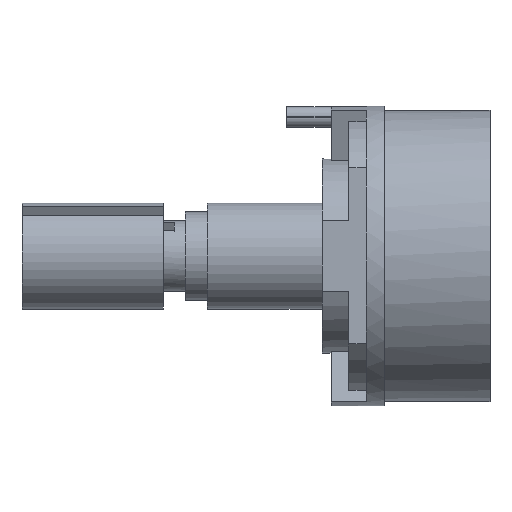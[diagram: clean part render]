
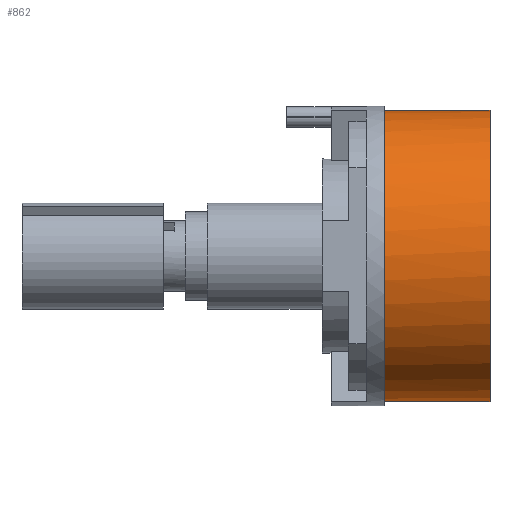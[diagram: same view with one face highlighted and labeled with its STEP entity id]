
A CAD part, top view. The second image highlights one B-rep face of the part: STEP entity #862.
In plain terms, the highlighted cylindrical face has radius 8.25 mm (diameter 16.5 mm), a full revolution.
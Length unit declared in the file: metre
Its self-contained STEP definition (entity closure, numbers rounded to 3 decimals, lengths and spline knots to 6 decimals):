
#752 = EDGE_CURVE( '', #2011, #2011, #2012, .T. );
#832 = EDGE_CURVE( '', #2142, #2143, #2144, .T. );
#862 = ADVANCED_FACE( '', ( #2184, #2185 ), #2186, .T. );
#1262 = EDGE_CURVE( '', #2080, #2079, #2742, .T. );
#1658 = EDGE_CURVE( '', #2080, #2143, #3223, .T. );
#1672 = EDGE_CURVE( '', #2142, #2079, #3237, .T. );
#2011 = VERTEX_POINT( '', #3717 );
#2012 = CIRCLE( '', #3718, 0.00825 );
#2079 = VERTEX_POINT( '', #3841 );
#2080 = VERTEX_POINT( '', #3842 );
#2142 = VERTEX_POINT( '', #3922 );
#2143 = VERTEX_POINT( '', #3923 );
#2144 = CIRCLE( '', #3924, 0.00825 );
#2184 = FACE_OUTER_BOUND( '', #3983, .T. );
#2185 = FACE_OUTER_BOUND( '', #3984, .T. );
#2186 = CYLINDRICAL_SURFACE( '', #3985, 0.00825 );
#2742 = CIRCLE( '', #4881, 0.00825 );
#3223 = LINE( '', #5703, #5704 );
#3237 = LINE( '', #5730, #5731 );
#3717 = CARTESIAN_POINT( '', ( -0.001142, -0.000002, 0.004295 ) );
#3718 = AXIS2_PLACEMENT_3D( '', #6030, #6031, #6032 );
#3841 = CARTESIAN_POINT( '', ( -0.004642, -0.005679, 0.006559 ) );
#3842 = CARTESIAN_POINT( '', ( -0.004642, 0.005675, 0.006559 ) );
#3922 = CARTESIAN_POINT( '', ( -0.007142, -0.005679, 0.006559 ) );
#3923 = CARTESIAN_POINT( '', ( -0.007142, 0.005675, 0.006559 ) );
#3924 = AXIS2_PLACEMENT_3D( '', #6184, #6185, #6186 );
#3983 = EDGE_LOOP( '', ( #6237 ) );
#3984 = EDGE_LOOP( '', ( #6238, #6239, #6240, #6241 ) );
#3985 = AXIS2_PLACEMENT_3D( '', #6242, #6243, #6244 );
#4881 = AXIS2_PLACEMENT_3D( '', #6989, #6990, #6991 );
#5703 = CARTESIAN_POINT( '', ( -0.007142, 0.005675, 0.006559 ) );
#5704 = VECTOR( '', #7658, 1. );
#5730 = CARTESIAN_POINT( '', ( -0.007142, -0.005679, 0.006559 ) );
#5731 = VECTOR( '', #7667, 1. );
#6030 = CARTESIAN_POINT( '', ( -0.001142, -0.000002, 0.012545 ) );
#6031 = DIRECTION( '', ( -1., 0., 0. ) );
#6032 = DIRECTION( '', ( 0., 0., -1. ) );
#6184 = CARTESIAN_POINT( '', ( -0.007142, -0.000002, 0.012545 ) );
#6185 = DIRECTION( '', ( -1., 0., 0. ) );
#6186 = DIRECTION( '', ( 0., 0., -1. ) );
#6237 = ORIENTED_EDGE( '', *, *, #752, .T. );
#6238 = ORIENTED_EDGE( '', *, *, #1262, .F. );
#6239 = ORIENTED_EDGE( '', *, *, #1658, .T. );
#6240 = ORIENTED_EDGE( '', *, *, #832, .F. );
#6241 = ORIENTED_EDGE( '', *, *, #1672, .T. );
#6242 = CARTESIAN_POINT( '', ( -0.007142, -0.000002, 0.012545 ) );
#6243 = DIRECTION( '', ( -1., 0., 0. ) );
#6244 = DIRECTION( '', ( 0., 0., 1. ) );
#6989 = CARTESIAN_POINT( '', ( -0.004642, -0.000002, 0.012545 ) );
#6990 = DIRECTION( '', ( -1., 0., 0. ) );
#6991 = DIRECTION( '', ( 0., 0., -1. ) );
#7658 = DIRECTION( '', ( -1., 0., 0. ) );
#7667 = DIRECTION( '', ( 1., 0., 0. ) );
